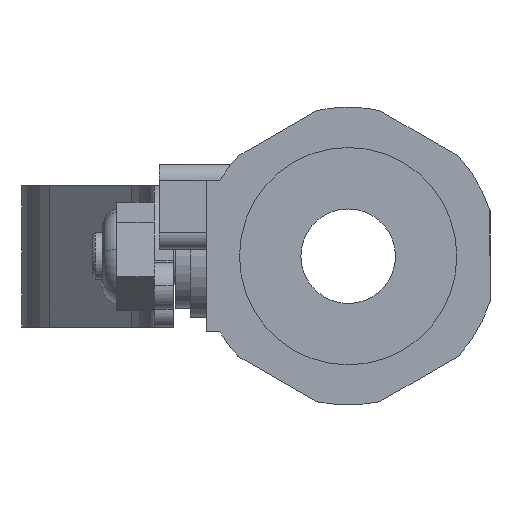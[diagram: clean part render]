
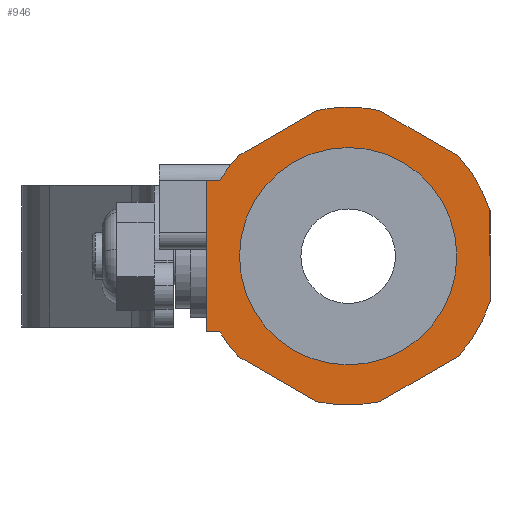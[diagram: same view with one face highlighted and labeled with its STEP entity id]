
A CAD part, left-side view. The second image highlights one B-rep face of the part: STEP entity #946.
In plain terms, the highlighted planar face has unit normal (-1, 0, 0).
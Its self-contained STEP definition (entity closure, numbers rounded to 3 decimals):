
#25 = EDGE_LOOP ( 'NONE', ( #503, #2934, #2059, #2487, #2567, #1205, #344, #2550, #2788, #2621, #1247, #550, #2581, #2291, #1073 ) ) ;
#105 = CIRCLE ( 'NONE', #2269, 11.5 ) ;
#106 = VERTEX_POINT ( 'NONE', #2969 ) ;
#110 = DIRECTION ( 'NONE',  ( -1., 0., 0. ) ) ;
#114 = EDGE_CURVE ( 'NONE', #618, #2792, #578, .T. ) ;
#120 = EDGE_LOOP ( 'NONE', ( #1257, #1766 ) ) ;
#153 = AXIS2_PLACEMENT_3D ( 'NONE', #1853, #2667, #1321 ) ;
#160 = CARTESIAN_POINT ( 'NONE',  ( -27.75, 15., -8.66 ) ) ;
#227 = VERTEX_POINT ( 'NONE', #1997 ) ;
#254 = DIRECTION ( 'NONE',  ( -1., 0., 0. ) ) ;
#301 = VERTEX_POINT ( 'NONE', #1744 ) ;
#344 = ORIENTED_EDGE ( 'NONE', *, *, #2640, .F. ) ;
#385 = CIRCLE ( 'NONE', #2775, 15.75 ) ;
#388 = CARTESIAN_POINT ( 'NONE',  ( -27.75, 0., 15.75 ) ) ;
#401 = CARTESIAN_POINT ( 'NONE',  ( -27.75, -15., -4.802 ) ) ;
#422 = VECTOR ( 'NONE', #2856, 1000. ) ;
#460 = VERTEX_POINT ( 'NONE', #2870 ) ;
#479 = LINE ( 'NONE', #740, #485 ) ;
#485 = VECTOR ( 'NONE', #2048, 1000. ) ;
#492 = EDGE_CURVE ( 'NONE', #2148, #227, #2440, .T. ) ;
#503 = ORIENTED_EDGE ( 'NONE', *, *, #1046, .F. ) ;
#512 = VERTEX_POINT ( 'NONE', #1590 ) ;
#515 = CIRCLE ( 'NONE', #1729, 15.75 ) ;
#518 = DIRECTION ( 'NONE',  ( -1., 0., 0. ) ) ;
#532 = DIRECTION ( 'NONE',  ( 0., 0., 1. ) ) ;
#549 = DIRECTION ( 'NONE',  ( 0., 0., 1. ) ) ;
#550 = ORIENTED_EDGE ( 'NONE', *, *, #492, .F. ) ;
#556 = DIRECTION ( 'NONE',  ( 0., 0., 1. ) ) ;
#578 = LINE ( 'NONE', #3197, #2622 ) ;
#580 = VERTEX_POINT ( 'NONE', #2404 ) ;
#618 = VERTEX_POINT ( 'NONE', #1628 ) ;
#626 = CIRCLE ( 'NONE', #2243, 15.75 ) ;
#729 = LINE ( 'NONE', #160, #422 ) ;
#734 = VERTEX_POINT ( 'NONE', #401 ) ;
#740 = CARTESIAN_POINT ( 'NONE',  ( -27.75, 0., 17.321 ) ) ;
#817 = VECTOR ( 'NONE', #3100, 1000. ) ;
#821 = AXIS2_PLACEMENT_3D ( 'NONE', #2676, #254, #532 ) ;
#850 = DIRECTION ( 'NONE',  ( 0., 1., 0. ) ) ;
#908 = VERTEX_POINT ( 'NONE', #2683 ) ;
#922 = DIRECTION ( 'NONE',  ( -1., 0., 0. ) ) ;
#927 = CIRCLE ( 'NONE', #821, 15.75 ) ;
#946 = ADVANCED_FACE ( 'NONE', ( #1930, #1948 ), #3302, .F. ) ;
#950 = CARTESIAN_POINT ( 'NONE',  ( -27.75, 0., 11.5 ) ) ;
#986 = DIRECTION ( 'NONE',  ( -1., 0., 0. ) ) ;
#1010 = CARTESIAN_POINT ( 'NONE',  ( -27.75, 11.659, 10.589 ) ) ;
#1046 = EDGE_CURVE ( 'NONE', #106, #580, #1229, .T. ) ;
#1059 = DIRECTION ( 'NONE',  ( 0., -0.866, 0.5 ) ) ;
#1073 = ORIENTED_EDGE ( 'NONE', *, *, #2062, .F. ) ;
#1115 = DIRECTION ( 'NONE',  ( 0., 0., 1. ) ) ;
#1145 = VERTEX_POINT ( 'NONE', #950 ) ;
#1205 = ORIENTED_EDGE ( 'NONE', *, *, #1530, .T. ) ;
#1229 = LINE ( 'NONE', #1995, #2547 ) ;
#1247 = ORIENTED_EDGE ( 'NONE', *, *, #1272, .T. ) ;
#1250 = CIRCLE ( 'NONE', #3047, 15.75 ) ;
#1257 = ORIENTED_EDGE ( 'NONE', *, *, #2498, .F. ) ;
#1272 = EDGE_CURVE ( 'NONE', #2519, #227, #2608, .T. ) ;
#1312 = CARTESIAN_POINT ( 'NONE',  ( -27.75, 11.659, -10.589 ) ) ;
#1321 = DIRECTION ( 'NONE',  ( 0., 0., 1. ) ) ;
#1352 = EDGE_CURVE ( 'NONE', #460, #1637, #3263, .T. ) ;
#1420 = DIRECTION ( 'NONE',  ( 1., 0., 0. ) ) ;
#1426 = CARTESIAN_POINT ( 'NONE',  ( -27.75, 0., 0. ) ) ;
#1484 = VECTOR ( 'NONE', #2697, 1000. ) ;
#1497 = DIRECTION ( 'NONE',  ( 0., 0., 1. ) ) ;
#1503 = DIRECTION ( 'NONE',  ( 0., 1., 0. ) ) ;
#1530 = EDGE_CURVE ( 'NONE', #460, #734, #385, .T. ) ;
#1590 = CARTESIAN_POINT ( 'NONE',  ( -27.75, 0., -11.5 ) ) ;
#1628 = CARTESIAN_POINT ( 'NONE',  ( -27.75, 3.341, -15.392 ) ) ;
#1637 = VERTEX_POINT ( 'NONE', #3205 ) ;
#1698 = DIRECTION ( 'NONE',  ( 0., 0., -1. ) ) ;
#1729 = AXIS2_PLACEMENT_3D ( 'NONE', #1858, #2937, #549 ) ;
#1744 = CARTESIAN_POINT ( 'NONE',  ( -27.75, -11.659, 10.589 ) ) ;
#1746 = CIRCLE ( 'NONE', #153, 15.75 ) ;
#1759 = AXIS2_PLACEMENT_3D ( 'NONE', #1912, #1420, #1698 ) ;
#1760 = LINE ( 'NONE', #3142, #817 ) ;
#1766 = ORIENTED_EDGE ( 'NONE', *, *, #2808, .F. ) ;
#1810 = VECTOR ( 'NONE', #850, 1000. ) ;
#1849 = CARTESIAN_POINT ( 'NONE',  ( -27.75, 0., 0. ) ) ;
#1853 = CARTESIAN_POINT ( 'NONE',  ( -27.75, 0., 0. ) ) ;
#1858 = CARTESIAN_POINT ( 'NONE',  ( -27.75, 0., 0. ) ) ;
#1863 = CARTESIAN_POINT ( 'NONE',  ( -27.75, 13.567, 8. ) ) ;
#1872 = DIRECTION ( 'NONE',  ( 0., 0.866, 0.5 ) ) ;
#1888 = EDGE_CURVE ( 'NONE', #618, #1637, #1250, .T. ) ;
#1894 = CARTESIAN_POINT ( 'NONE',  ( -27.75, -15., 4.802 ) ) ;
#1912 = CARTESIAN_POINT ( 'NONE',  ( -27.75, 11.5, 0. ) ) ;
#1930 = FACE_OUTER_BOUND ( 'NONE', #25, .T. ) ;
#1948 = FACE_BOUND ( 'NONE', #120, .T. ) ;
#1995 = CARTESIAN_POINT ( 'NONE',  ( -27.75, -15.001, -8. ) ) ;
#1997 = CARTESIAN_POINT ( 'NONE',  ( -27.75, 3.341, 15.392 ) ) ;
#2048 = DIRECTION ( 'NONE',  ( 0., -0.866, -0.5 ) ) ;
#2059 = ORIENTED_EDGE ( 'NONE', *, *, #114, .F. ) ;
#2062 = EDGE_CURVE ( 'NONE', #580, #3065, #729, .T. ) ;
#2070 = CARTESIAN_POINT ( 'NONE',  ( -27.75, 0., 0. ) ) ;
#2100 = LINE ( 'NONE', #3176, #1810 ) ;
#2148 = VERTEX_POINT ( 'NONE', #1010 ) ;
#2201 = DIRECTION ( 'NONE',  ( -1., 0., 0. ) ) ;
#2217 = EDGE_CURVE ( 'NONE', #2148, #2840, #1746, .T. ) ;
#2243 = AXIS2_PLACEMENT_3D ( 'NONE', #2253, #922, #1115 ) ;
#2253 = CARTESIAN_POINT ( 'NONE',  ( -27.75, 0., 0. ) ) ;
#2269 = AXIS2_PLACEMENT_3D ( 'NONE', #2695, #3434, #3207 ) ;
#2280 = AXIS2_PLACEMENT_3D ( 'NONE', #2070, #518, #556 ) ;
#2291 = ORIENTED_EDGE ( 'NONE', *, *, #2832, .T. ) ;
#2404 = CARTESIAN_POINT ( 'NONE',  ( -27.75, 15., -8. ) ) ;
#2440 = LINE ( 'NONE', #2662, #3401 ) ;
#2466 = DIRECTION ( 'NONE',  ( 0., 0., 1. ) ) ;
#2487 = ORIENTED_EDGE ( 'NONE', *, *, #1888, .T. ) ;
#2498 = EDGE_CURVE ( 'NONE', #1145, #512, #2997, .T. ) ;
#2519 = VERTEX_POINT ( 'NONE', #388 ) ;
#2547 = VECTOR ( 'NONE', #1503, 1000. ) ;
#2550 = ORIENTED_EDGE ( 'NONE', *, *, #3313, .T. ) ;
#2567 = ORIENTED_EDGE ( 'NONE', *, *, #1352, .F. ) ;
#2581 = ORIENTED_EDGE ( 'NONE', *, *, #2217, .T. ) ;
#2608 = CIRCLE ( 'NONE', #2280, 15.75 ) ;
#2621 = ORIENTED_EDGE ( 'NONE', *, *, #3178, .T. ) ;
#2622 = VECTOR ( 'NONE', #1872, 1000. ) ;
#2640 = EDGE_CURVE ( 'NONE', #3390, #734, #1760, .T. ) ;
#2662 = CARTESIAN_POINT ( 'NONE',  ( -27.75, 15., 8.66 ) ) ;
#2667 = DIRECTION ( 'NONE',  ( -1., 0., 0. ) ) ;
#2676 = CARTESIAN_POINT ( 'NONE',  ( -27.75, 0., 0. ) ) ;
#2683 = CARTESIAN_POINT ( 'NONE',  ( -27.75, -3.341, 15.392 ) ) ;
#2695 = CARTESIAN_POINT ( 'NONE',  ( -27.75, 0., 0. ) ) ;
#2697 = DIRECTION ( 'NONE',  ( 0., 0.866, -0.5 ) ) ;
#2699 = EDGE_CURVE ( 'NONE', #908, #301, #479, .T. ) ;
#2751 = CARTESIAN_POINT ( 'NONE',  ( -27.75, -15., -8.66 ) ) ;
#2775 = AXIS2_PLACEMENT_3D ( 'NONE', #3414, #110, #1497 ) ;
#2780 = EDGE_CURVE ( 'NONE', #106, #2792, #927, .T. ) ;
#2788 = ORIENTED_EDGE ( 'NONE', *, *, #2699, .F. ) ;
#2792 = VERTEX_POINT ( 'NONE', #1312 ) ;
#2808 = EDGE_CURVE ( 'NONE', #512, #1145, #105, .T. ) ;
#2832 = EDGE_CURVE ( 'NONE', #2840, #3065, #2100, .T. ) ;
#2840 = VERTEX_POINT ( 'NONE', #1863 ) ;
#2856 = DIRECTION ( 'NONE',  ( 0., 0., 1. ) ) ;
#2870 = CARTESIAN_POINT ( 'NONE',  ( -27.75, -11.659, -10.589 ) ) ;
#2928 = DIRECTION ( 'NONE',  ( 0., 0., 1. ) ) ;
#2934 = ORIENTED_EDGE ( 'NONE', *, *, #2780, .T. ) ;
#2937 = DIRECTION ( 'NONE',  ( -1., 0., 0. ) ) ;
#2969 = CARTESIAN_POINT ( 'NONE',  ( -27.75, 13.567, -8. ) ) ;
#2997 = CIRCLE ( 'NONE', #3165, 11.5 ) ;
#3047 = AXIS2_PLACEMENT_3D ( 'NONE', #1849, #986, #2928 ) ;
#3065 = VERTEX_POINT ( 'NONE', #3411 ) ;
#3100 = DIRECTION ( 'NONE',  ( 0., 0., -1. ) ) ;
#3142 = CARTESIAN_POINT ( 'NONE',  ( -27.75, -15., 8.66 ) ) ;
#3165 = AXIS2_PLACEMENT_3D ( 'NONE', #1426, #2201, #2466 ) ;
#3176 = CARTESIAN_POINT ( 'NONE',  ( -27.75, -15.001, 8. ) ) ;
#3178 = EDGE_CURVE ( 'NONE', #908, #2519, #515, .T. ) ;
#3197 = CARTESIAN_POINT ( 'NONE',  ( -27.75, 0., -17.321 ) ) ;
#3205 = CARTESIAN_POINT ( 'NONE',  ( -27.75, -3.341, -15.392 ) ) ;
#3207 = DIRECTION ( 'NONE',  ( 0., 0., 1. ) ) ;
#3263 = LINE ( 'NONE', #2751, #1484 ) ;
#3302 = PLANE ( 'NONE',  #1759 ) ;
#3313 = EDGE_CURVE ( 'NONE', #3390, #301, #626, .T. ) ;
#3390 = VERTEX_POINT ( 'NONE', #1894 ) ;
#3401 = VECTOR ( 'NONE', #1059, 1000. ) ;
#3411 = CARTESIAN_POINT ( 'NONE',  ( -27.75, 15., 8. ) ) ;
#3414 = CARTESIAN_POINT ( 'NONE',  ( -27.75, 0., 0. ) ) ;
#3434 = DIRECTION ( 'NONE',  ( -1., 0., 0. ) ) ;
